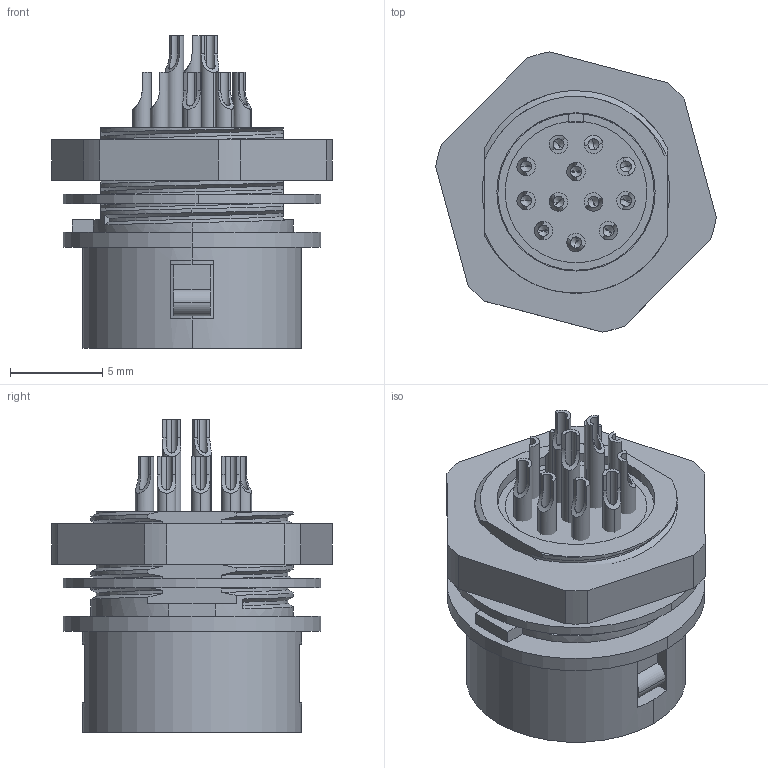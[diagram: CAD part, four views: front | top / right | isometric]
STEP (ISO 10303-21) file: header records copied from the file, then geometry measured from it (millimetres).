
FILE_DESCRIPTION (( 'STEP AP203' ), '1' );
FILE_NAME ('FAPFAS11-12S101W000.STEP', '2025-11-18T02:16:29', ( '' ), ( '' ), 'SwSTEP 2.0', 'SolidWorks 2021', '' );
FILE_SCHEMA (( 'CONFIG_CONTROL_DESIGN' ));
Length unit declared in the file: millimetre
Products named in the file (1): FAPFAS11-12S101W000
Bounding box: 15.26 x 15.23 x 17 mm (x, y, z)
Volume: 1305.2 mm3; surface area: 3345.8 mm2
Topology: 16 solids, 28 shells, 752 faces, 1902 edges, 1219 vertices
Faces by surface type: cylinder 333, plane 294, cone 82, bspline 43
Entity records: 35276 total; most frequent: CARTESIAN_POINT 17112, DIRECTION 3847, ORIENTED_EDGE 3756, EDGE_CURVE 1878, AXIS2_PLACEMENT_3D 1486, VERTEX_POINT 1219, LINE 875, VECTOR 875
